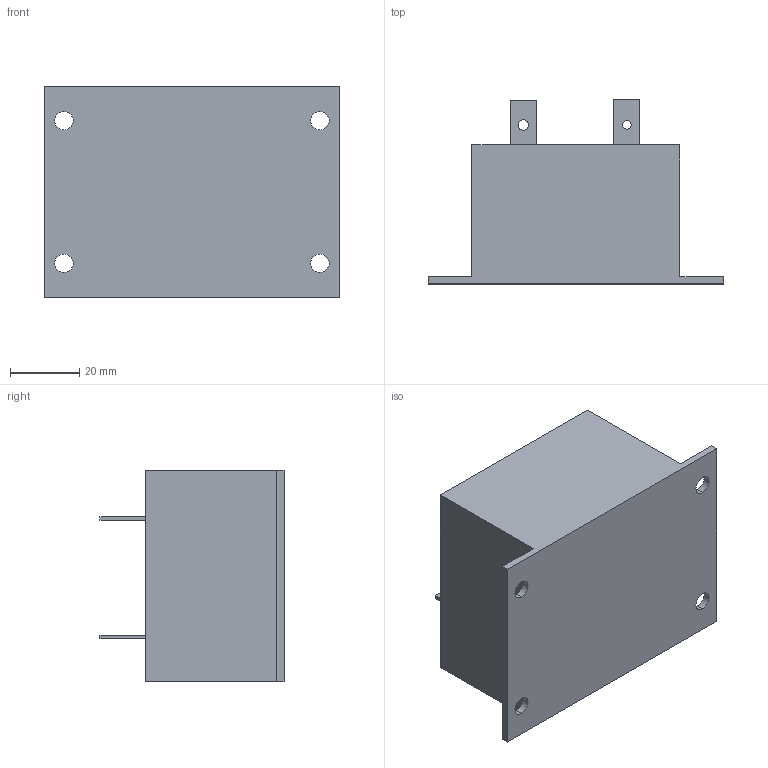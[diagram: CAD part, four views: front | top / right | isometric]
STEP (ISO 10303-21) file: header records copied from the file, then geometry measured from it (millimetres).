
FILE_DESCRIPTION (( 'STEP AP214' ), '1' );
FILE_NAME ('EEK55246-171M-60AH.STEP', '2019-11-16T23:11:28', ( '' ), ( '' ), 'SwSTEP 2.0', 'SolidWorks 2020', '' );
FILE_SCHEMA (( 'AUTOMOTIVE_DESIGN' ));
Length unit declared in the file: millimetre
Products named in the file (1): EEK55246-171M-60AH
Bounding box: 85.47 x 53.19 x 61.09 mm (x, y, z)
Volume: 150576.4 mm3; surface area: 20710.4 mm2
Topology: 3 solids, 3 shells, 34 faces, 84 edges, 56 vertices
Faces by surface type: plane 22, cylinder 12
Entity records: 1088 total; most frequent: DIRECTION 178, CARTESIAN_POINT 175, ORIENTED_EDGE 168, EDGE_CURVE 84, LINE 60, VECTOR 60, AXIS2_PLACEMENT_3D 59, VERTEX_POINT 56
